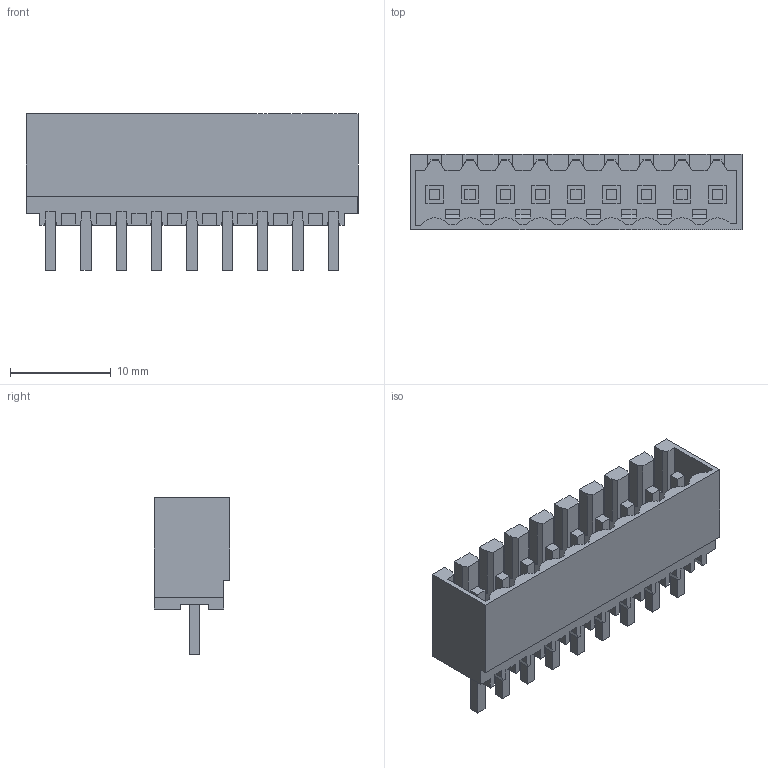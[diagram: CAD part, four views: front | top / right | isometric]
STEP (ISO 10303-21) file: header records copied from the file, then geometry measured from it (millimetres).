
FILE_DESCRIPTION(('CATIA V5 STEP Exchange','CAx-IF Rec.Pracs.--- Model Styling and Organization---1.2---2011-12-15'),'2;1');
FILE_NAME ('D1453192_0_1604690000_1604690000.stp','2018-03-12T12:43:24+00:00',('none'),('Weidmueller'),'CATIA Version 5-6 Release 2014','CATIA V5 STEP AP214','none');
FILE_SCHEMA(('AUTOMOTIVE_DESIGN { 1 0 10303 214 1 1 1 1 }'));
Length unit declared in the file: millimetre
Products named in the file (1): 1604690000
Bounding box: 32.9 x 7.45 x 15.55 mm (x, y, z)
Volume: 1096.8 mm3; surface area: 3110.1 mm2
Topology: 10 solids, 10 shells, 537 faces, 1576 edges, 1076 vertices
Faces by surface type: plane 528, cylinder 9
Entity records: 16977 total; most frequent: ORIENTED_EDGE 3152, CARTESIAN_POINT 2966, DIRECTION 2202, EDGE_CURVE 1576, VECTOR 1558, LINE 1558, VERTEX_POINT 1076, EDGE_LOOP 572
